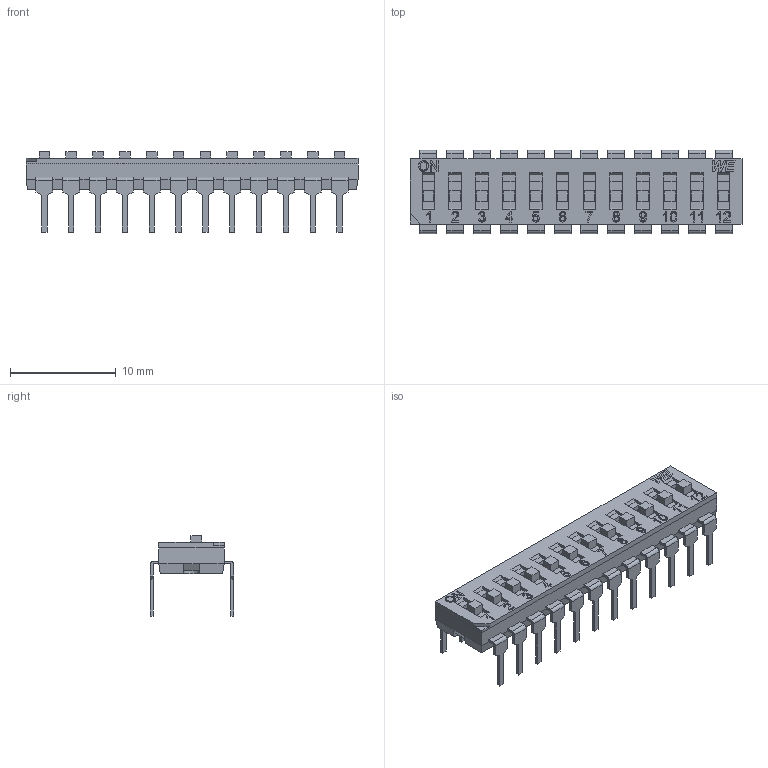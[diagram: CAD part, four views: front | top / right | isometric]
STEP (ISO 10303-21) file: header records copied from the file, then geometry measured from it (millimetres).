
FILE_DESCRIPTION(/* description */ ('Unknown'),/* implementation_level */ '2;1');
FILE_NAME(/* name */ '4181272709xx',/* time_stamp */ '2019-09-09T15:05:42+08:00',/* author */ ('Unknown'),/* organization */ ('Unknown'),/* preprocessor_version */ 'ST-DEVELOPER v16.7',/* originating_system */ 'DEX',/* authorisation */ $);
FILE_SCHEMA (('AUTOMOTIVE_DESIGN {1 0 10303 214 3 1 1}'));
Length unit declared in the file: millimetre
Products named in the file (7): 4181272709xx; Base 12; Terminal_front; Actuator; Terminal_back; Cover 12; Contact
Assembly tree (39 placements, depth 2):
  4181272709xx
    Base 12
    Terminal_front  x12
    Actuator  x12
    Terminal_back  x12
    Cover 12
    Contact
Bounding box: 31.42 x 7.87 x 7.6 mm (x, y, z)
Volume: 536.3 mm3; surface area: 2209.4 mm2
Topology: 39 solids, 39 shells, 1328 faces, 3646 edges, 2389 vertices
Faces by surface type: plane 1169, cylinder 123, bspline 36
Full cylindrical faces by diameter (mm): 0.45 x24, 0.5 x37, 1.9 x1
Entity records: 25721 total; most frequent: CARTESIAN_POINT 6008, ORIENTED_EDGE 3754, DIRECTION 3097, EDGE_CURVE 1877, LINE 1483, VECTOR 1483, VERTEX_POINT 1218, EDGE_LOOP 813
